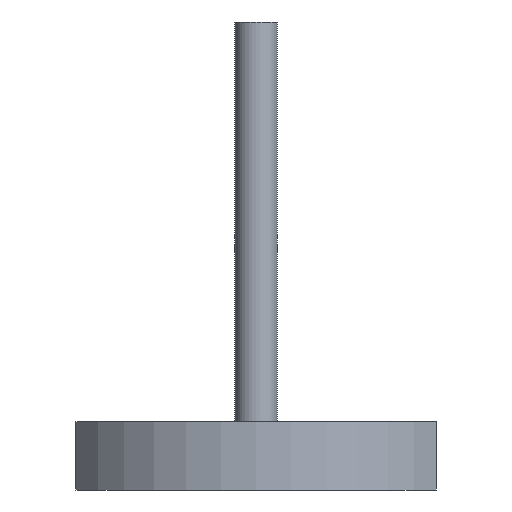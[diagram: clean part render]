
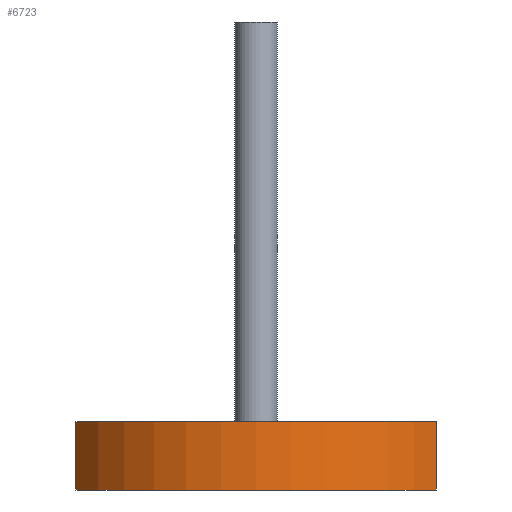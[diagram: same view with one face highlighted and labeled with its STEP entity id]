
A CAD part, left-side view. The second image highlights one B-rep face of the part: STEP entity #6723.
In plain terms, the highlighted cylindrical face has radius 30 mm (diameter 60 mm), a partial arc.
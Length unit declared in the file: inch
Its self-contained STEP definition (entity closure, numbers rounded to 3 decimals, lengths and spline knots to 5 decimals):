
#735=FACE_OUTER_BOUND('',#1071,.T.);
#1071=EDGE_LOOP('',(#6011,#6012,#6013,#6014));
#1893=LINE('',#11003,#2701);
#1894=LINE('',#11009,#2702);
#2701=VECTOR('',#9039,0.3937);
#2702=VECTOR('',#9046,0.3937);
#2757=CIRCLE('',#7245,1.1811);
#2758=CIRCLE('',#7246,1.1811);
#3393=VERTEX_POINT('',#10996);
#3396=VERTEX_POINT('',#11001);
#3397=VERTEX_POINT('',#11005);
#3398=VERTEX_POINT('',#11007);
#4363=EDGE_CURVE('',#3393,#3396,#1893,.T.);
#4364=EDGE_CURVE('',#3397,#3393,#2757,.T.);
#4365=EDGE_CURVE('',#3398,#3396,#2758,.T.);
#4366=EDGE_CURVE('',#3397,#3398,#1894,.T.);
#6011=ORIENTED_EDGE('',*,*,#4364,.T.);
#6012=ORIENTED_EDGE('',*,*,#4363,.T.);
#6013=ORIENTED_EDGE('',*,*,#4365,.F.);
#6014=ORIENTED_EDGE('',*,*,#4366,.F.);
#6392=CYLINDRICAL_SURFACE('',#7244,1.1811);
#6723=ADVANCED_FACE('',(#735),#6392,.T.);
#7244=AXIS2_PLACEMENT_3D('',#11004,#9040,#9041);
#7245=AXIS2_PLACEMENT_3D('',#11006,#9042,#9043);
#7246=AXIS2_PLACEMENT_3D('',#11008,#9044,#9045);
#9039=DIRECTION('',(0.,0.,1.));
#9040=DIRECTION('center_axis',(0.,0.,1.));
#9041=DIRECTION('ref_axis',(-1.,0.,0.));
#9042=DIRECTION('center_axis',(0.,0.,1.));
#9043=DIRECTION('ref_axis',(1.,0.,0.));
#9044=DIRECTION('center_axis',(0.,0.,1.));
#9045=DIRECTION('ref_axis',(1.,0.,0.));
#9046=DIRECTION('',(0.,0.,1.));
#10996=CARTESIAN_POINT('',(-0.65288,-0.98425,0.));
#11001=CARTESIAN_POINT('',(-0.65288,-0.98425,0.37402));
#11003=CARTESIAN_POINT('',(-0.65288,-0.98425,0.));
#11004=CARTESIAN_POINT('Origin',(0.,0.,0.));
#11005=CARTESIAN_POINT('',(-0.65288,0.98425,0.));
#11006=CARTESIAN_POINT('Origin',(0.,0.,0.));
#11007=CARTESIAN_POINT('',(-0.65288,0.98425,0.37402));
#11008=CARTESIAN_POINT('Origin',(0.,0.,0.37402));
#11009=CARTESIAN_POINT('',(-0.65288,0.98425,0.));
